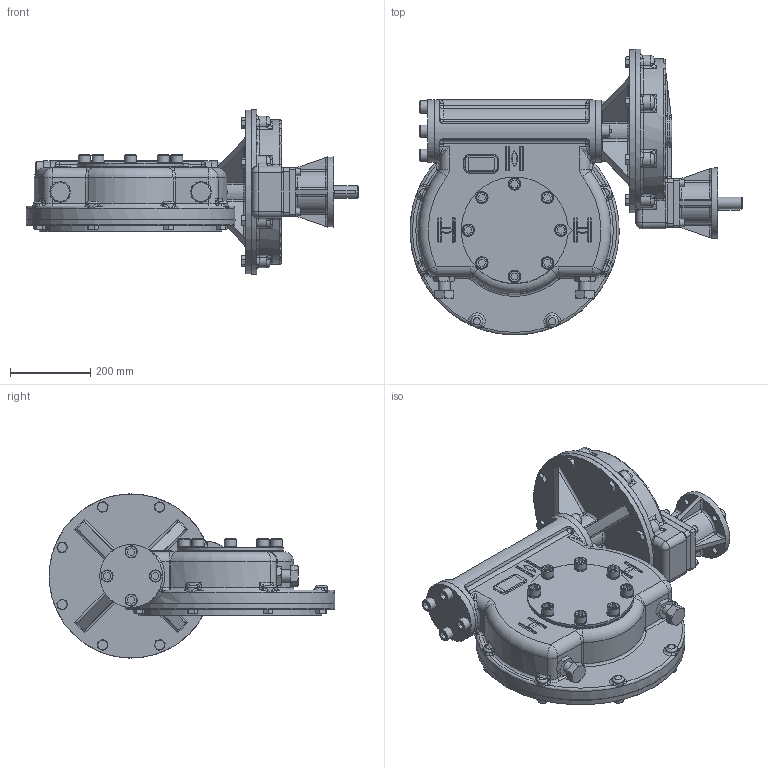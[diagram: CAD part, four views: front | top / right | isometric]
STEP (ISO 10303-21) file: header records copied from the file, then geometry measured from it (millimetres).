
FILE_DESCRIPTION(/* description */ ('Unknown'),/* implementation_level */ '2;1');
FILE_NAME(/* name */ 'PUB-IW8FBIRL-F14-F25',/* time_stamp */ '2016-06-29T09:00:12+01:00',/* author */ ('Unknown'),/* organization */ ('Unknown'),/* preprocessor_version */ 'ST-DEVELOPER v16',/* originating_system */ 'DEX',/* authorisation */ $);
FILE_SCHEMA (('AUTOMOTIVE_DESIGN {1 0 10303 214 3 1 1}'));
Products named in the file (1): PUB-IW8FBIRL-F14-F25
Bounding box: 825.35 x 710.38 x 408 mm (x, y, z)
Surface area: 1608255.5 mm2 (no closed solid volume)
Topology: 0 solids, 77 shells, 1247 faces, 3346 edges, 2049 vertices
Faces by surface type: plane 448, cylinder 278, cone 170, bspline 143, torus 139, sphere 69
Full cylindrical faces by diameter (mm): 13.835 x8, 16.5 x4, 17 x8, 18 x4, 30 x19, 30.7 x8, 50 x1, 100 x1, 155 x1, 175 x1, 195 x1, 260 x1, 408 x1, 454.5 x1
Entity records: 60452 total; most frequent: CARTESIAN_POINT 30827, DIRECTION 5725, ORIENTED_EDGE 5505, EDGE_CURVE 3075, AXIS2_PLACEMENT_3D 2303, VERTEX_POINT 2001, FACE_BOUND 1501, EDGE_LOOP 1493
